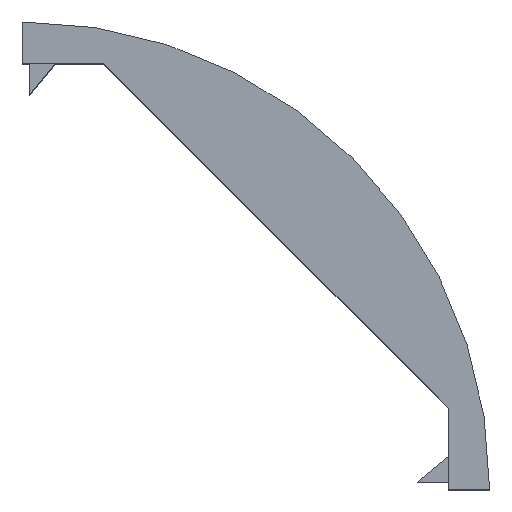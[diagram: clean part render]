
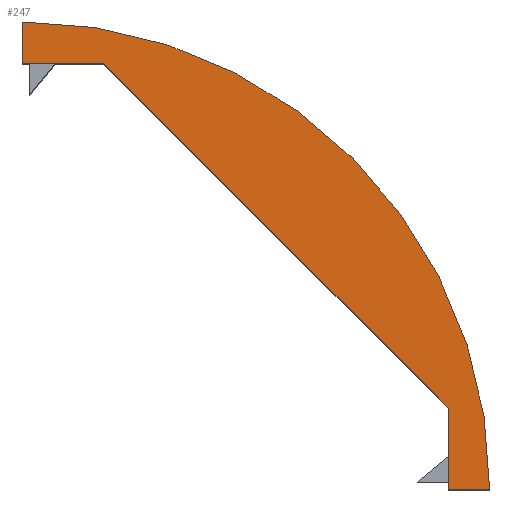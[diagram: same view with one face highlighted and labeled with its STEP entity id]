
A CAD part, top view. The second image highlights one B-rep face of the part: STEP entity #247.
In plain terms, the highlighted planar face has unit normal (0, 0, 1).
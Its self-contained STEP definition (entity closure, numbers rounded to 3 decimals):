
#7 = AXIS2_PLACEMENT_3D ( 'NONE', #930, #235, #66 ) ;
#21 = AXIS2_PLACEMENT_3D ( 'NONE', #352, #443, #540 ) ;
#66 = DIRECTION ( 'NONE',  ( 1., 0., 0. ) ) ;
#91 = LINE ( 'NONE', #309, #817 ) ;
#130 = VERTEX_POINT ( 'NONE', #749 ) ;
#140 = ORIENTED_EDGE ( 'NONE', *, *, #1112, .T. ) ;
#143 = ORIENTED_EDGE ( 'NONE', *, *, #750, .T. ) ;
#199 = LINE ( 'NONE', #687, #722 ) ;
#235 = DIRECTION ( 'NONE',  ( 0., 0., 1. ) ) ;
#247 = ADVANCED_FACE ( 'NONE', ( #1093 ), #595, .T. ) ;
#257 = LINE ( 'NONE', #931, #539 ) ;
#270 = CARTESIAN_POINT ( 'NONE',  ( 46.6, 1.9, 41.06 ) ) ;
#306 = CARTESIAN_POINT ( 'NONE',  ( 9.341, 43., 41.06 ) ) ;
#309 = CARTESIAN_POINT ( 'NONE',  ( 9.341, 43., 41.06 ) ) ;
#352 = CARTESIAN_POINT ( 'NONE',  ( 1.6, 2., 41.06 ) ) ;
#384 = EDGE_CURVE ( 'NONE', #682, #754, #91, .T. ) ;
#390 = VECTOR ( 'NONE', #831, 1000. ) ;
#424 = CARTESIAN_POINT ( 'NONE',  ( 42.6, 9.741, 41.06 ) ) ;
#430 = DIRECTION ( 'NONE',  ( 1., 0., 0. ) ) ;
#443 = DIRECTION ( 'NONE',  ( 0., 0., 1. ) ) ;
#457 = ORIENTED_EDGE ( 'NONE', *, *, #639, .T. ) ;
#495 = CARTESIAN_POINT ( 'NONE',  ( 1.5, 47., 41.06 ) ) ;
#533 = LINE ( 'NONE', #809, #390 ) ;
#539 = VECTOR ( 'NONE', #430, 1000. ) ;
#540 = DIRECTION ( 'NONE',  ( 1., 0., 0. ) ) ;
#595 = PLANE ( 'NONE',  #7 ) ;
#606 = VERTEX_POINT ( 'NONE', #495 ) ;
#636 = ORIENTED_EDGE ( 'NONE', *, *, #925, .T. ) ;
#639 = EDGE_CURVE ( 'NONE', #606, #130, #533, .T. ) ;
#680 = ORIENTED_EDGE ( 'NONE', *, *, #1036, .T. ) ;
#682 = VERTEX_POINT ( 'NONE', #306 ) ;
#687 = CARTESIAN_POINT ( 'NONE',  ( 42.6, 1.9, 41.06 ) ) ;
#700 = VERTEX_POINT ( 'NONE', #840 ) ;
#705 = CIRCLE ( 'NONE', #21, 45. ) ;
#722 = VECTOR ( 'NONE', #1119, 1000. ) ;
#732 = DIRECTION ( 'NONE',  ( 1., 0., 0. ) ) ;
#749 = CARTESIAN_POINT ( 'NONE',  ( 1.5, 43., 41.06 ) ) ;
#750 = EDGE_CURVE ( 'NONE', #130, #682, #257, .T. ) ;
#754 = VERTEX_POINT ( 'NONE', #424 ) ;
#809 = CARTESIAN_POINT ( 'NONE',  ( 1.5, 47., 41.06 ) ) ;
#817 = VECTOR ( 'NONE', #845, 1000. ) ;
#831 = DIRECTION ( 'NONE',  ( 0., -1., 0. ) ) ;
#840 = CARTESIAN_POINT ( 'NONE',  ( 42.6, 1.9, 41.06 ) ) ;
#845 = DIRECTION ( 'NONE',  ( 0.707, -0.707, 0. ) ) ;
#868 = ORIENTED_EDGE ( 'NONE', *, *, #384, .T. ) ;
#925 = EDGE_CURVE ( 'NONE', #700, #985, #1117, .T. ) ;
#930 = CARTESIAN_POINT ( 'NONE',  ( 1.6, 2., 41.06 ) ) ;
#931 = CARTESIAN_POINT ( 'NONE',  ( 1.5, 43., 41.06 ) ) ;
#985 = VERTEX_POINT ( 'NONE', #1078 ) ;
#1032 = VECTOR ( 'NONE', #732, 1000. ) ;
#1036 = EDGE_CURVE ( 'NONE', #754, #700, #199, .T. ) ;
#1078 = CARTESIAN_POINT ( 'NONE',  ( 46.6, 1.9, 41.06 ) ) ;
#1093 = FACE_OUTER_BOUND ( 'NONE', #1127, .T. ) ;
#1112 = EDGE_CURVE ( 'NONE', #985, #606, #705, .T. ) ;
#1117 = LINE ( 'NONE', #270, #1032 ) ;
#1119 = DIRECTION ( 'NONE',  ( 0., -1., 0. ) ) ;
#1127 = EDGE_LOOP ( 'NONE', ( #140, #457, #143, #868, #680, #636 ) ) ;
